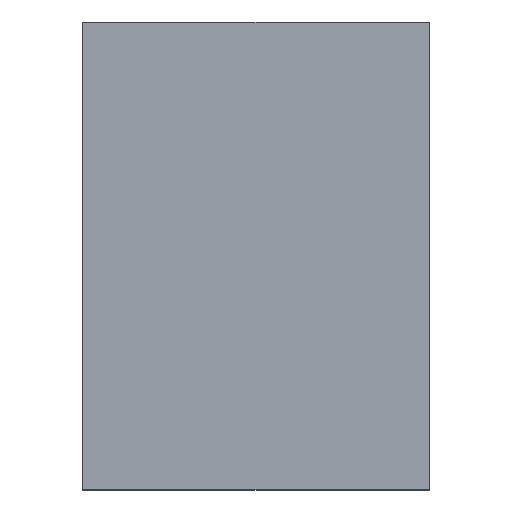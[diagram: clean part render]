
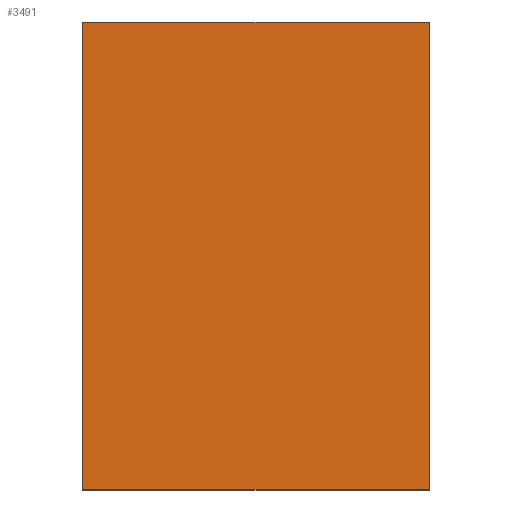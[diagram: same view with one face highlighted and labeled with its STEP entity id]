
A CAD part, top view. The second image highlights one B-rep face of the part: STEP entity #3491.
In plain terms, the highlighted planar face has unit normal (0, 0, 1).
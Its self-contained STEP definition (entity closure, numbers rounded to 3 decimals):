
#36 = VECTOR ( 'NONE', #1263, 1000. ) ;
#239 = LINE ( 'NONE', #4796, #4686 ) ;
#285 = LINE ( 'NONE', #4001, #36 ) ;
#448 = FACE_OUTER_BOUND ( 'NONE', #3729, .T. ) ;
#971 = CARTESIAN_POINT ( 'NONE',  ( 0., -0.12, 13.95 ) ) ;
#1263 = DIRECTION ( 'NONE',  ( 0., 1., 0. ) ) ;
#1823 = DIRECTION ( 'NONE',  ( 0., -1., 0. ) ) ;
#1857 = CARTESIAN_POINT ( 'NONE',  ( -8., -0.12, 13.95 ) ) ;
#2059 = DIRECTION ( 'NONE',  ( 1., 0., 0. ) ) ;
#2505 = EDGE_CURVE ( 'NONE', #4589, #6135, #285, .T. ) ;
#2528 = DIRECTION ( 'NONE',  ( 0., 0., 1. ) ) ;
#2569 = CARTESIAN_POINT ( 'NONE',  ( -8., 10.68, 13.95 ) ) ;
#2654 = EDGE_CURVE ( 'NONE', #5834, #3032, #5609, .T. ) ;
#3032 = VERTEX_POINT ( 'NONE', #4371 ) ;
#3109 = ORIENTED_EDGE ( 'NONE', *, *, #6192, .T. ) ;
#3115 = ORIENTED_EDGE ( 'NONE', *, *, #2505, .T. ) ;
#3127 = ORIENTED_EDGE ( 'NONE', *, *, #3624, .T. ) ;
#3189 = ORIENTED_EDGE ( 'NONE', *, *, #2654, .T. ) ;
#3491 = ADVANCED_FACE ( 'NONE', ( #448 ), #5726, .T. ) ;
#3624 = EDGE_CURVE ( 'NONE', #6135, #5834, #6491, .T. ) ;
#3729 = EDGE_LOOP ( 'NONE', ( #3109, #3115, #3127, #3189 ) ) ;
#3947 = DIRECTION ( 'NONE',  ( -1., 0., 0. ) ) ;
#4001 = CARTESIAN_POINT ( 'NONE',  ( 8., -0.12, 13.95 ) ) ;
#4371 = CARTESIAN_POINT ( 'NONE',  ( -8., -10.92, 13.95 ) ) ;
#4473 = CARTESIAN_POINT ( 'NONE',  ( 8., -10.92, 13.95 ) ) ;
#4589 = VERTEX_POINT ( 'NONE', #4473 ) ;
#4663 = AXIS2_PLACEMENT_3D ( 'NONE', #971, #2528, #6229 ) ;
#4686 = VECTOR ( 'NONE', #2059, 1000. ) ;
#4796 = CARTESIAN_POINT ( 'NONE',  ( 0., -10.92, 13.95 ) ) ;
#5031 = CARTESIAN_POINT ( 'NONE',  ( 0., 10.68, 13.95 ) ) ;
#5229 = VECTOR ( 'NONE', #1823, 1000. ) ;
#5609 = LINE ( 'NONE', #1857, #5229 ) ;
#5726 = PLANE ( 'NONE',  #4663 ) ;
#5834 = VERTEX_POINT ( 'NONE', #2569 ) ;
#6030 = VECTOR ( 'NONE', #3947, 1000. ) ;
#6135 = VERTEX_POINT ( 'NONE', #6411 ) ;
#6192 = EDGE_CURVE ( 'NONE', #3032, #4589, #239, .T. ) ;
#6229 = DIRECTION ( 'NONE',  ( 1., 0., 0. ) ) ;
#6411 = CARTESIAN_POINT ( 'NONE',  ( 8., 10.68, 13.95 ) ) ;
#6491 = LINE ( 'NONE', #5031, #6030 ) ;
